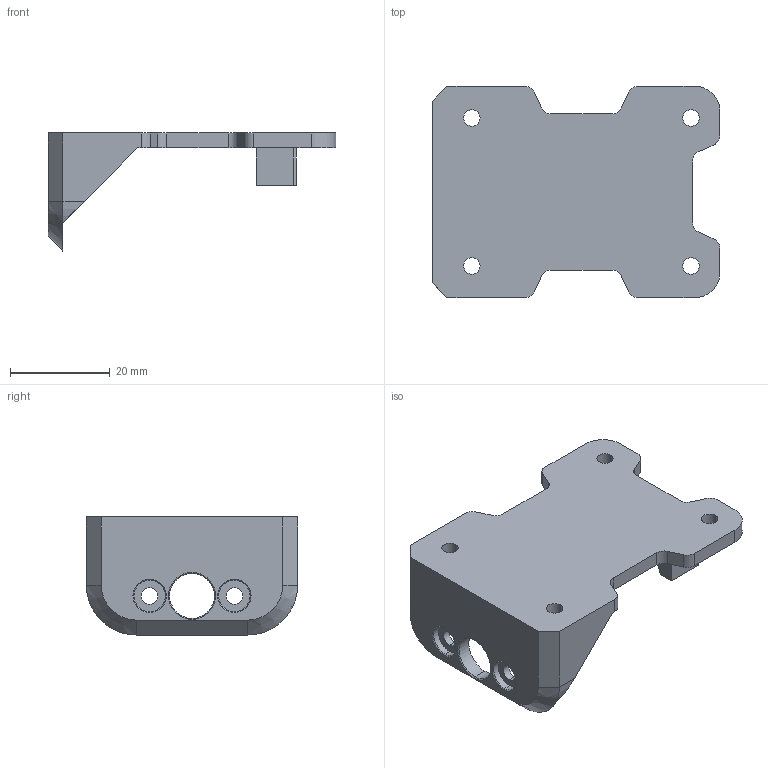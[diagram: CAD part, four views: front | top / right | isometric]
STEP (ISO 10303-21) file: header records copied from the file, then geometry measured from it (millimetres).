
FILE_DESCRIPTION (( 'STEP AP214' ), '1' );
FILE_NAME ('bat dong co moi V7.STEP', '2018-07-09T07:14:44', ( '' ), ( '' ), 'SwSTEP 2.0', 'SolidWorks 2018', '' );
FILE_SCHEMA (( 'AUTOMOTIVE_DESIGN' ));
Length unit declared in the file: millimetre
Products named in the file (1): bat dong co moi V7
Bounding box: 57.8 x 42.4 x 23.7 mm (x, y, z)
Volume: 9811.4 mm3; surface area: 7525.1 mm2
Topology: 1 solids, 1 shells, 86 faces, 233 edges, 152 vertices
Faces by surface type: cylinder 43, plane 35, cone 8
Entity records: 2791 total; most frequent: DIRECTION 495, CARTESIAN_POINT 484, ORIENTED_EDGE 466, EDGE_CURVE 233, AXIS2_PLACEMENT_3D 179, VERTEX_POINT 152, LINE 137, VECTOR 137
